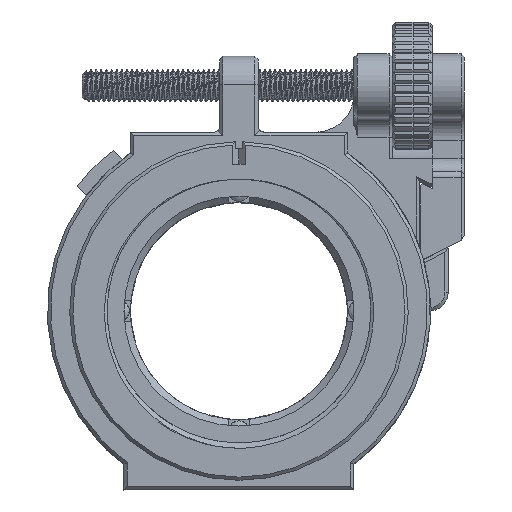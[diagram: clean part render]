
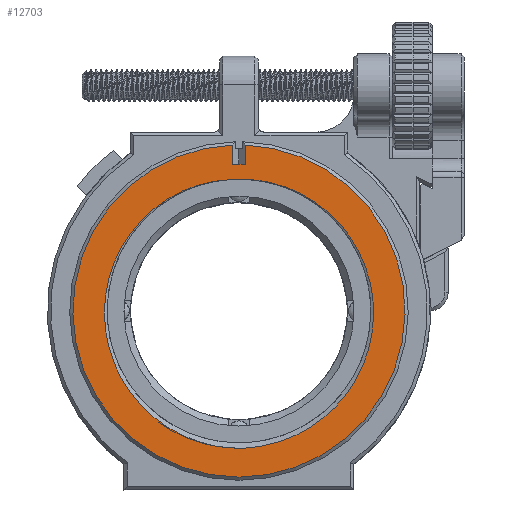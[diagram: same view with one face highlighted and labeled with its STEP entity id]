
A CAD part, top view. The second image highlights one B-rep face of the part: STEP entity #12703.
In plain terms, the highlighted planar face has unit normal (0, 0, 1).
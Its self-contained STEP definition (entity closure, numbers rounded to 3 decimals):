
#263=B_SPLINE_CURVE_WITH_KNOTS('',3,(#20906,#20907,#20908,#20909,#20910,
#20911,#20912,#20913,#20914,#20915,#20916,#20917,#20918,#20919,#20920),
 .UNSPECIFIED.,.F.,.F.,(4,1,1,1,1,1,1,1,1,1,1,1,4),(0.,
0.008,0.017,0.025,0.029,
0.033,0.037,0.042,0.05,
0.054,0.058,0.062,0.066),
 .UNSPECIFIED.);
#264=B_SPLINE_CURVE_WITH_KNOTS('',3,(#20923,#20924,#20925,#20926,#20927,
#20928,#20929,#20930,#20931,#20932,#20933,#20934),.UNSPECIFIED.,.F.,.F.,
(4,1,1,1,1,1,1,1,1,4),(0.,0.008,0.017,0.025,
0.033,0.041,0.05,0.058,
0.062,0.066),.UNSPECIFIED.);
#1473=LINE('',#20834,#2611);
#1475=LINE('',#20840,#2613);
#2611=VECTOR('',#16758,1000.);
#2613=VECTOR('',#16764,1000.);
#3233=PLANE('',#13912);
#5934=ORIENTED_EDGE('',*,*,#8356,.F.);
#5935=ORIENTED_EDGE('',*,*,#8357,.F.);
#5936=ORIENTED_EDGE('',*,*,#8344,.F.);
#5937=ORIENTED_EDGE('',*,*,#8358,.T.);
#5938=ORIENTED_EDGE('',*,*,#8347,.F.);
#5939=ORIENTED_EDGE('',*,*,#8359,.T.);
#8344=EDGE_CURVE('',#9760,#9761,#1473,.T.);
#8347=EDGE_CURVE('',#9763,#9764,#1475,.T.);
#8356=EDGE_CURVE('',#9771,#9772,#263,.T.);
#8357=EDGE_CURVE('',#9772,#9771,#264,.T.);
#8358=EDGE_CURVE('',#9760,#9764,#10444,.T.);
#8359=EDGE_CURVE('',#9763,#9761,#10445,.T.);
#9760=VERTEX_POINT('',#20833);
#9761=VERTEX_POINT('',#20835);
#9763=VERTEX_POINT('',#20841);
#9764=VERTEX_POINT('',#20842);
#9771=VERTEX_POINT('',#20921);
#9772=VERTEX_POINT('',#20922);
#10444=CIRCLE('',#13913,26.);
#10445=CIRCLE('',#13914,23.);
#11145=EDGE_LOOP('',(#5934,#5935));
#11146=EDGE_LOOP('',(#5936,#5937,#5938,#5939));
#11957=FACE_BOUND('',#11145,.T.);
#11958=FACE_BOUND('',#11146,.T.);
#12703=ADVANCED_FACE('',(#11957,#11958),#3233,.T.);
#13912=AXIS2_PLACEMENT_3D('',#20905,#16776,#16777);
#13913=AXIS2_PLACEMENT_3D('',#20935,#16778,#16779);
#13914=AXIS2_PLACEMENT_3D('',#20936,#16780,#16781);
#16758=DIRECTION('',(0.,-1.,0.));
#16764=DIRECTION('',(0.,1.,0.));
#16776=DIRECTION('',(0.,0.,1.));
#16777=DIRECTION('',(0.028,-1.,0.));
#16778=DIRECTION('',(0.,0.,1.));
#16779=DIRECTION('',(0.766,0.643,0.));
#16780=DIRECTION('',(0.,0.,1.));
#16781=DIRECTION('',(0.766,0.643,0.));
#20833=CARTESIAN_POINT('',(-1.001,25.981,0.));
#20834=CARTESIAN_POINT('',(-1.001,0.002,0.));
#20835=CARTESIAN_POINT('',(-1.001,22.979,0.));
#20840=CARTESIAN_POINT('',(0.999,0.002,0.));
#20841=CARTESIAN_POINT('',(0.999,22.979,0.));
#20842=CARTESIAN_POINT('',(0.999,25.981,0.));
#20905=CARTESIAN_POINT('',(147.146,104.149,0.));
#20906=CARTESIAN_POINT('',(-0.572,20.628,0.));
#20907=CARTESIAN_POINT('',(-3.344,20.588,0.));
#20908=CARTESIAN_POINT('',(-8.865,19.369,0.));
#20909=CARTESIAN_POINT('',(-15.715,14.538,0.));
#20910=CARTESIAN_POINT('',(-19.474,8.558,0.));
#20911=CARTESIAN_POINT('',(-20.916,3.182,0.));
#20912=CARTESIAN_POINT('',(-21.187,-0.95,0.));
#20913=CARTESIAN_POINT('',(-20.655,-5.051,0.));
#20914=CARTESIAN_POINT('',(-18.877,-10.329,0.));
#20915=CARTESIAN_POINT('',(-15.612,-14.91,0.));
#20916=CARTESIAN_POINT('',(-11.207,-18.32,0.));
#20917=CARTESIAN_POINT('',(-7.513,-20.173,0.));
#20918=CARTESIAN_POINT('',(-3.527,-21.291,0.));
#20919=CARTESIAN_POINT('',(-0.75,-21.514,0.));
#20920=CARTESIAN_POINT('',(0.636,-21.491,0.));
#20921=CARTESIAN_POINT('',(-0.572,20.628,0.));
#20922=CARTESIAN_POINT('',(0.636,-21.491,0.));
#20923=CARTESIAN_POINT('',(0.636,-21.491,0.));
#20924=CARTESIAN_POINT('',(3.403,-21.374,0.));
#20925=CARTESIAN_POINT('',(8.886,-20.047,0.));
#20926=CARTESIAN_POINT('',(15.681,-15.18,0.));
#20927=CARTESIAN_POINT('',(20.198,-8.02,0.));
#20928=CARTESIAN_POINT('',(21.611,0.325,0.));
#20929=CARTESIAN_POINT('',(19.767,8.484,0.));
#20930=CARTESIAN_POINT('',(14.876,15.405,0.));
#20931=CARTESIAN_POINT('',(8.891,19.114,0.));
#20932=CARTESIAN_POINT('',(3.578,20.518,0.));
#20933=CARTESIAN_POINT('',(0.809,20.684,0.));
#20934=CARTESIAN_POINT('',(-0.572,20.628,0.));
#20935=CARTESIAN_POINT('',(0.,0.,0.));
#20936=CARTESIAN_POINT('',(-0.002,0.001,0.));
